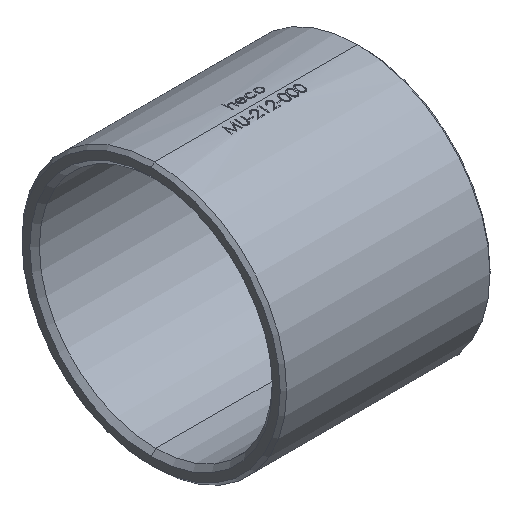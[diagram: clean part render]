
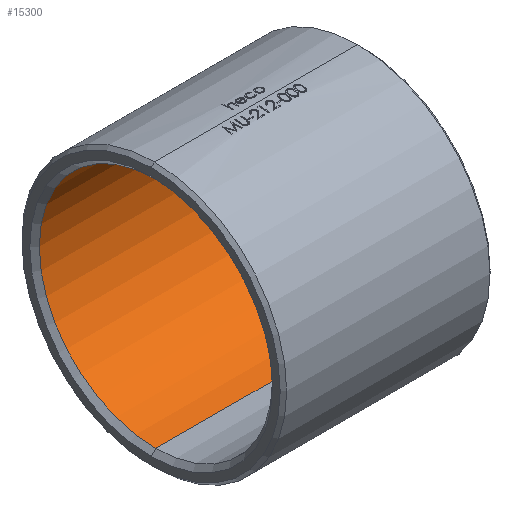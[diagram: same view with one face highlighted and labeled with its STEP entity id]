
A CAD part, isometric view. The second image highlights one B-rep face of the part: STEP entity #15300.
In plain terms, the highlighted cylindrical face has radius 36.115 mm (diameter 72.23 mm), a partial arc.
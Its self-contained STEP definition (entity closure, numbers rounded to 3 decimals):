
#339 = CARTESIAN_POINT ( 'NONE',  ( 63.52, 0., -36.115 ) ) ;
#736 = DIRECTION ( 'NONE',  ( 0., 0., -1. ) ) ;
#1126 = CARTESIAN_POINT ( 'NONE',  ( 1.48, 0., 0. ) ) ;
#2698 = CYLINDRICAL_SURFACE ( 'NONE', #7229, 36.115 ) ;
#2854 = EDGE_CURVE ( 'NONE', #6003, #9648, #16909, .T. ) ;
#3743 = CARTESIAN_POINT ( 'NONE',  ( 1.48, 0., -36.115 ) ) ;
#3820 = CARTESIAN_POINT ( 'NONE',  ( 63.52, 0., 0. ) ) ;
#4524 = DIRECTION ( 'NONE',  ( -1., 0., 0. ) ) ;
#4940 = DIRECTION ( 'NONE',  ( -1., 0., 0. ) ) ;
#5364 = LINE ( 'NONE', #10086, #20565 ) ;
#5900 = DIRECTION ( 'NONE',  ( 0., 0., -1. ) ) ;
#5994 = ORIENTED_EDGE ( 'NONE', *, *, #18180, .T. ) ;
#6003 = VERTEX_POINT ( 'NONE', #13986 ) ;
#7229 = AXIS2_PLACEMENT_3D ( 'NONE', #13829, #18484, #20093 ) ;
#7672 = EDGE_CURVE ( 'NONE', #9648, #7814, #14724, .T. ) ;
#7814 = VERTEX_POINT ( 'NONE', #3743 ) ;
#8072 = CARTESIAN_POINT ( 'NONE',  ( 65.001, 0., 36.115 ) ) ;
#9326 = CIRCLE ( 'NONE', #12991, 36.115 ) ;
#9385 = VERTEX_POINT ( 'NONE', #339 ) ;
#9648 = VERTEX_POINT ( 'NONE', #11721 ) ;
#10086 = CARTESIAN_POINT ( 'NONE',  ( 65.001, 0., -36.115 ) ) ;
#11721 = CARTESIAN_POINT ( 'NONE',  ( 1.48, 0., 36.115 ) ) ;
#11924 = DIRECTION ( 'NONE',  ( 1., 0., 0. ) ) ;
#12391 = VECTOR ( 'NONE', #4940, 1000. ) ;
#12991 = AXIS2_PLACEMENT_3D ( 'NONE', #3820, #11924, #736 ) ;
#13829 = CARTESIAN_POINT ( 'NONE',  ( 65.001, 0., 0. ) ) ;
#13986 = CARTESIAN_POINT ( 'NONE',  ( 63.52, 0., 36.115 ) ) ;
#14724 = CIRCLE ( 'NONE', #17128, 36.115 ) ;
#15300 = ADVANCED_FACE ( 'NONE', ( #19346 ), #2698, .F. ) ;
#15490 = ORIENTED_EDGE ( 'NONE', *, *, #2854, .T. ) ;
#15974 = ORIENTED_EDGE ( 'NONE', *, *, #7672, .T. ) ;
#16328 = DIRECTION ( 'NONE',  ( -1., 0., 0. ) ) ;
#16445 = EDGE_LOOP ( 'NONE', ( #18076, #5994, #15490, #15974 ) ) ;
#16909 = LINE ( 'NONE', #8072, #12391 ) ;
#17082 = EDGE_CURVE ( 'NONE', #9385, #7814, #5364, .T. ) ;
#17128 = AXIS2_PLACEMENT_3D ( 'NONE', #1126, #4524, #5900 ) ;
#18076 = ORIENTED_EDGE ( 'NONE', *, *, #17082, .F. ) ;
#18180 = EDGE_CURVE ( 'NONE', #9385, #6003, #9326, .T. ) ;
#18484 = DIRECTION ( 'NONE',  ( -1., 0., 0. ) ) ;
#19346 = FACE_OUTER_BOUND ( 'NONE', #16445, .T. ) ;
#20093 = DIRECTION ( 'NONE',  ( 0., 0., 1. ) ) ;
#20565 = VECTOR ( 'NONE', #16328, 1000. ) ;
